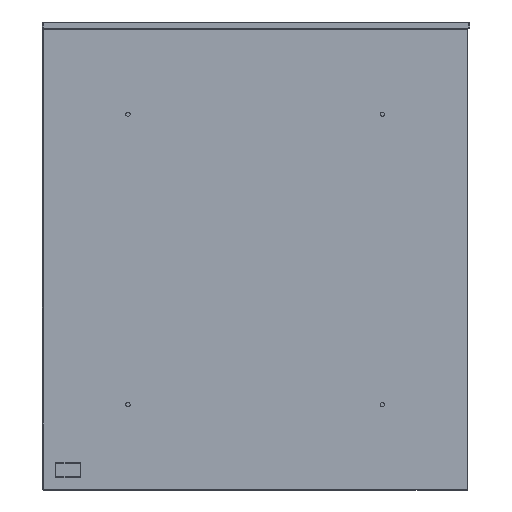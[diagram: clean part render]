
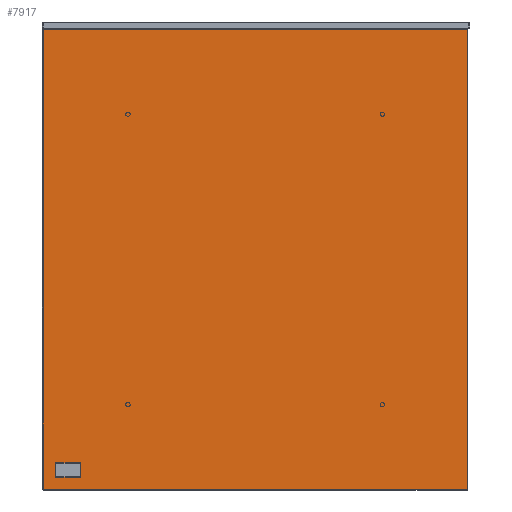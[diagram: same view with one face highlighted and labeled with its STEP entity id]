
A CAD part, left-side view. The second image highlights one B-rep face of the part: STEP entity #7917.
In plain terms, the highlighted planar face has unit normal (-1, 0, 0).
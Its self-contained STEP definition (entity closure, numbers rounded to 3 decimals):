
#7655=CARTESIAN_POINT('',(-1420.943,3185.176,1.131));
#7656=VERTEX_POINT('',#7655);
#7657=CARTESIAN_POINT('',(-1420.943,3185.176,538.869));
#7658=VERTEX_POINT('',#7657);
#7659=CARTESIAN_POINT('',(-1420.943,3185.176,1.131));
#7660=DIRECTION('',(0.0,0.0,1.0));
#7661=VECTOR('',#7660,537.737);
#7662=LINE('',#7659,#7661);
#7663=EDGE_CURVE('',#7656,#7658,#7662,.T.);
#7686=CARTESIAN_POINT('',(-1420.943,3184.845,539.2));
#7687=VERTEX_POINT('',#7686);
#7688=CARTESIAN_POINT('',(-1420.943,3185.176,538.869));
#7689=DIRECTION('',(0.0,-0.707,0.707));
#7690=VECTOR('',#7689,0.469);
#7691=LINE('',#7688,#7690);
#7692=EDGE_CURVE('',#7658,#7687,#7691,.T.);
#7710=CARTESIAN_POINT('',(-1420.943,2689.107,539.2));
#7711=VERTEX_POINT('',#7710);
#7712=CARTESIAN_POINT('',(-1420.943,3184.845,539.2));
#7713=DIRECTION('',(0.0,-1.0,0.0));
#7714=VECTOR('',#7713,495.737);
#7715=LINE('',#7712,#7714);
#7716=EDGE_CURVE('',#7687,#7711,#7715,.T.);
#7743=CARTESIAN_POINT('',(-1420.943,2688.776,538.869));
#7744=VERTEX_POINT('',#7743);
#7745=CARTESIAN_POINT('',(-1420.943,2689.107,539.2));
#7746=DIRECTION('',(0.0,-0.707,-0.707));
#7747=VECTOR('',#7746,0.469);
#7748=LINE('',#7745,#7747);
#7749=EDGE_CURVE('',#7711,#7744,#7748,.T.);
#7774=CARTESIAN_POINT('',(-1420.943,2688.776,1.131));
#7775=VERTEX_POINT('',#7774);
#7776=CARTESIAN_POINT('',(-1420.943,2688.776,538.869));
#7777=DIRECTION('',(0.0,0.0,-1.0));
#7778=VECTOR('',#7777,537.737);
#7779=LINE('',#7776,#7778);
#7780=EDGE_CURVE('',#7744,#7775,#7779,.T.);
#7805=CARTESIAN_POINT('',(-1420.943,2689.107,0.8));
#7806=VERTEX_POINT('',#7805);
#7807=CARTESIAN_POINT('',(-1420.943,2688.776,1.131));
#7808=DIRECTION('',(0.0,0.707,-0.707));
#7809=VECTOR('',#7808,0.469);
#7810=LINE('',#7807,#7809);
#7811=EDGE_CURVE('',#7775,#7806,#7810,.T.);
#7834=CARTESIAN_POINT('',(-1420.943,3184.845,0.8));
#7835=VERTEX_POINT('',#7834);
#7836=CARTESIAN_POINT('',(-1420.943,2689.107,0.8));
#7837=DIRECTION('',(0.0,1.0,0.0));
#7838=VECTOR('',#7837,495.737);
#7839=LINE('',#7836,#7838);
#7840=EDGE_CURVE('',#7806,#7835,#7839,.T.);
#7858=CARTESIAN_POINT('',(-1420.943,3184.845,0.8));
#7859=DIRECTION('',(0.0,0.707,0.707));
#7860=VECTOR('',#7859,0.469);
#7861=LINE('',#7858,#7860);
#7862=EDGE_CURVE('',#7835,#7656,#7861,.T.);
#7902=CARTESIAN_POINT('',(-1420.943,2936.976,0.799));
#7903=DIRECTION('',(-1.0,0.0,0.0));
#7904=DIRECTION('',(0.0,0.0,1.0));
#7905=AXIS2_PLACEMENT_3D('',#7902,#7903,#7904);
#7906=PLANE('',#7905);
#7907=ORIENTED_EDGE('',*,*,#7663,.F.);
#7908=ORIENTED_EDGE('',*,*,#7862,.F.);
#7909=ORIENTED_EDGE('',*,*,#7840,.F.);
#7910=ORIENTED_EDGE('',*,*,#7811,.F.);
#7911=ORIENTED_EDGE('',*,*,#7780,.F.);
#7912=ORIENTED_EDGE('',*,*,#7749,.F.);
#7913=ORIENTED_EDGE('',*,*,#7716,.F.);
#7914=ORIENTED_EDGE('',*,*,#7692,.F.);
#7915=EDGE_LOOP('',(#7907,#7908,#7909,#7910,#7911,#7912,#7913,#7914));
#7916=FACE_OUTER_BOUND('',#7915,.T.);
#7917=ADVANCED_FACE('',(#7916),#7906,.T.);
